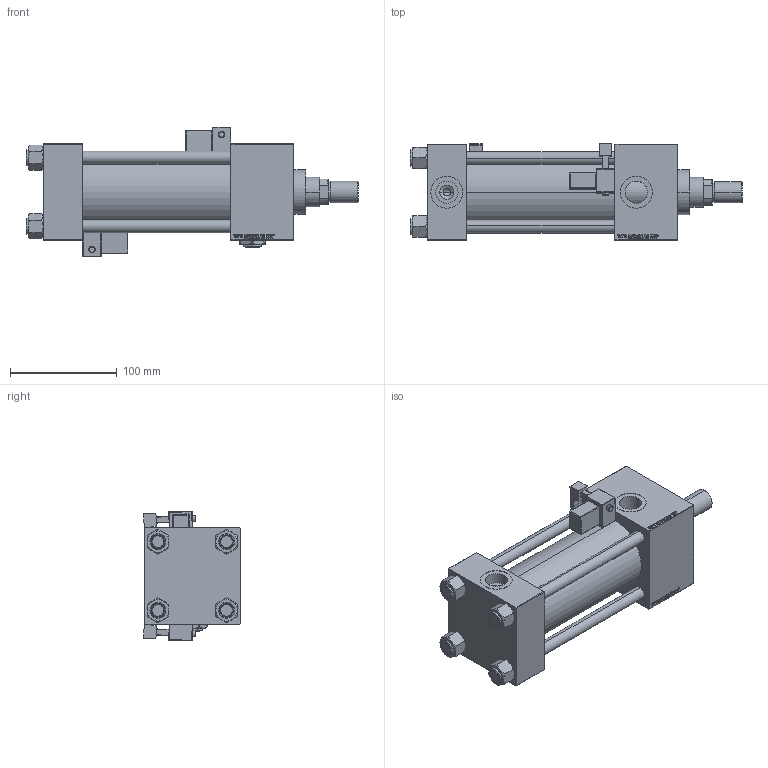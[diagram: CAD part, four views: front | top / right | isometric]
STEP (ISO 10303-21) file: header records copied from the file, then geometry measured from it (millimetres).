
FILE_DESCRIPTION (( 'STEP AP203' ), '1' );
FILE_NAME ('997c.STEP', '2024-06-06T07:30:03', ( '' ), ( '' ), 'SwSTEP 2.0', 'SolidWorks 2019', '' );
FILE_SCHEMA (( 'CONFIG_CONTROL_DESIGN' ));
Length unit declared in the file: millimetre
Products named in the file (9): ROD_END_AH 15de0c3360905dc5c65b3702870b400f; V215CR_VCP_C 15de0c3360905dc5c65b3702870b400f; Zatka_pro_OIL_PORT 15de0c3360905dc5c65b3702870b400f; V215CR_C_TYCINKA 15de0c3360905dc5c65b3702870b400f; 997c; V215CR_MSU 15de0c3360905dc5c65b3702870b400f; V215_VC_A 15de0c3360905dc5c65b3702870b400f; V215CR_C_Body 15de0c3360905dc5c65b3702870b400f; NUT_M5_C 15de0c3360905dc5c65b3702870b400f
Assembly tree (15 placements, depth 2):
  997c
    V215CR_C_Body 15de0c3360905dc5c65b3702870b400f
    V215CR_VCP_C 15de0c3360905dc5c65b3702870b400f
    NUT_M5_C 15de0c3360905dc5c65b3702870b400f  x4
    V215CR_C_TYCINKA 15de0c3360905dc5c65b3702870b400f  x4
    V215_VC_A 15de0c3360905dc5c65b3702870b400f
    ROD_END_AH 15de0c3360905dc5c65b3702870b400f
    V215CR_MSU 15de0c3360905dc5c65b3702870b400f  x2
    Zatka_pro_OIL_PORT 15de0c3360905dc5c65b3702870b400f
Bounding box: 311 x 90.53 x 121.57 mm (x, y, z)
Volume: 1127470.5 mm3; surface area: 248231.2 mm2
Topology: 15 solids, 15 shells, 1364 faces, 3373 edges, 2143 vertices
Faces by surface type: plane 612, bspline 392, cone 160, cylinder 154, sphere 24, torus 22
Entity records: 54614 total; most frequent: CARTESIAN_POINT 28106, ORIENTED_EDGE 5856, DIRECTION 3962, EDGE_CURVE 2928, VERTEX_POINT 1903, VECTOR 1738, LINE 1738, EDGE_LOOP 1305
